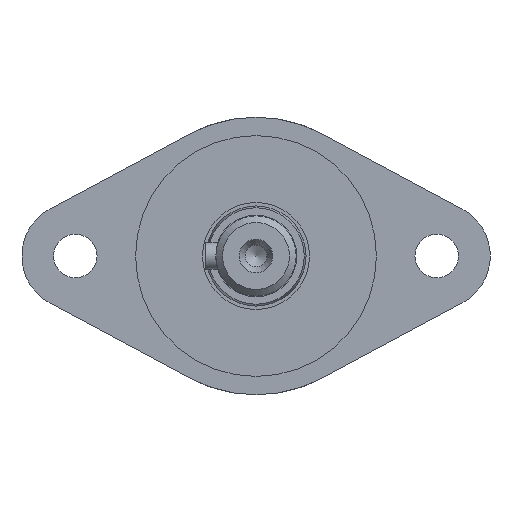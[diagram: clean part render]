
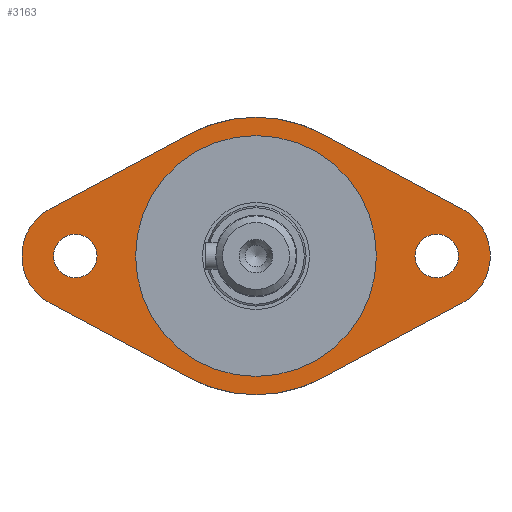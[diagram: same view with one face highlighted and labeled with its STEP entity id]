
A CAD part, left-side view. The second image highlights one B-rep face of the part: STEP entity #3163.
In plain terms, the highlighted planar face has unit normal (-1, 0, 0).
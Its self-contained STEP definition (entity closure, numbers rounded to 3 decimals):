
#290=FACE_BOUND('',#652,.T.);
#291=FACE_BOUND('',#653,.T.);
#292=FACE_BOUND('',#654,.T.);
#326=PLANE('',#3422);
#459=FACE_OUTER_BOUND('',#651,.T.);
#651=EDGE_LOOP('',(#2381,#2382,#2383,#2384,#2385,#2386,#2387,#2388));
#652=EDGE_LOOP('',(#2389));
#653=EDGE_LOOP('',(#2390));
#654=EDGE_LOOP('',(#2391));
#838=LINE('',#4735,#1106);
#840=LINE('',#4740,#1108);
#844=LINE('',#4753,#1112);
#849=LINE('',#4766,#1117);
#1106=VECTOR('',#3835,10.);
#1108=VECTOR('',#3839,10.);
#1112=VECTOR('',#3851,10.);
#1117=VECTOR('',#3864,10.);
#1379=CIRCLE('',#3400,3.25);
#1381=CIRCLE('',#3403,3.25);
#1383=CIRCLE('',#3406,8.);
#1387=CIRCLE('',#3415,8.);
#1389=CIRCLE('',#3420,18.);
#1391=CIRCLE('',#3423,20.75);
#1392=CIRCLE('',#3424,20.75);
#1516=VERTEX_POINT('',#4712);
#1518=VERTEX_POINT('',#4718);
#1521=VERTEX_POINT('',#4725);
#1522=VERTEX_POINT('',#4727);
#1524=VERTEX_POINT('',#4733);
#1526=VERTEX_POINT('',#4739);
#1530=VERTEX_POINT('',#4750);
#1531=VERTEX_POINT('',#4752);
#1533=VERTEX_POINT('',#4758);
#1535=VERTEX_POINT('',#4764);
#1536=VERTEX_POINT('',#4770);
#1824=EDGE_CURVE('',#1516,#1516,#1379,.T.);
#1827=EDGE_CURVE('',#1518,#1518,#1381,.T.);
#1830=EDGE_CURVE('',#1521,#1522,#1383,.T.);
#1834=EDGE_CURVE('',#1524,#1521,#838,.T.);
#1836=EDGE_CURVE('',#1522,#1526,#840,.T.);
#1842=EDGE_CURVE('',#1531,#1530,#844,.T.);
#1846=EDGE_CURVE('',#1530,#1533,#1387,.T.);
#1849=EDGE_CURVE('',#1533,#1535,#849,.T.);
#1851=EDGE_CURVE('',#1536,#1536,#1389,.T.);
#1854=EDGE_CURVE('',#1526,#1535,#1391,.T.);
#1855=EDGE_CURVE('',#1531,#1524,#1392,.T.);
#2381=ORIENTED_EDGE('',*,*,#1854,.F.);
#2382=ORIENTED_EDGE('',*,*,#1836,.F.);
#2383=ORIENTED_EDGE('',*,*,#1830,.F.);
#2384=ORIENTED_EDGE('',*,*,#1834,.F.);
#2385=ORIENTED_EDGE('',*,*,#1855,.F.);
#2386=ORIENTED_EDGE('',*,*,#1842,.T.);
#2387=ORIENTED_EDGE('',*,*,#1846,.T.);
#2388=ORIENTED_EDGE('',*,*,#1849,.T.);
#2389=ORIENTED_EDGE('',*,*,#1824,.T.);
#2390=ORIENTED_EDGE('',*,*,#1827,.T.);
#2391=ORIENTED_EDGE('',*,*,#1851,.T.);
#3163=ADVANCED_FACE('',(#459,#290,#291,#292),#326,.T.);
#3400=AXIS2_PLACEMENT_3D('',#4714,#3814,#3815);
#3403=AXIS2_PLACEMENT_3D('',#4720,#3821,#3822);
#3406=AXIS2_PLACEMENT_3D('',#4728,#3828,#3829);
#3415=AXIS2_PLACEMENT_3D('',#4760,#3858,#3859);
#3420=AXIS2_PLACEMENT_3D('',#4771,#3871,#3872);
#3422=AXIS2_PLACEMENT_3D('',#4775,#3876,#3877);
#3423=AXIS2_PLACEMENT_3D('',#4776,#3878,#3879);
#3424=AXIS2_PLACEMENT_3D('',#4777,#3880,#3881);
#3814=DIRECTION('center_axis',(1.,0.,0.));
#3815=DIRECTION('ref_axis',(0.,0.,1.));
#3821=DIRECTION('center_axis',(1.,0.,0.));
#3822=DIRECTION('ref_axis',(0.,0.,1.));
#3828=DIRECTION('center_axis',(1.,0.,0.));
#3829=DIRECTION('ref_axis',(0.,-0.472,-0.881));
#3835=DIRECTION('',(0.,0.881,0.472));
#3839=DIRECTION('',(0.,-0.881,0.472));
#3851=DIRECTION('',(0.,-0.881,0.472));
#3858=DIRECTION('center_axis',(-1.,0.,0.));
#3859=DIRECTION('ref_axis',(0.,-0.472,-0.881));
#3864=DIRECTION('',(0.,0.881,0.472));
#3871=DIRECTION('center_axis',(1.,0.,0.));
#3872=DIRECTION('ref_axis',(0.,-1.,0.));
#3876=DIRECTION('center_axis',(-1.,0.,0.));
#3877=DIRECTION('ref_axis',(0.,0.,
-1.));
#3878=DIRECTION('center_axis',(1.,0.,0.));
#3879=DIRECTION('ref_axis',(0.,-1.,0.));
#3880=DIRECTION('center_axis',(1.,0.,0.));
#3881=DIRECTION('ref_axis',(0.,-1.,0.));
#4712=CARTESIAN_POINT('',(-179.7,-27.,-3.25));
#4714=CARTESIAN_POINT('Origin',(-179.7,-27.,0.));
#4718=CARTESIAN_POINT('',(-179.7,27.,-3.25));
#4720=CARTESIAN_POINT('Origin',(-179.7,27.,0.));
#4725=CARTESIAN_POINT('',(-179.7,30.778,-7.052));
#4727=CARTESIAN_POINT('',(-179.7,30.778,7.052));
#4728=CARTESIAN_POINT('Origin',(-179.7,27.,0.));
#4733=CARTESIAN_POINT('',(-179.7,9.799,-18.291));
#4735=CARTESIAN_POINT('',(-179.7,9.799,-18.291));
#4739=CARTESIAN_POINT('',(-179.7,9.799,18.291));
#4740=CARTESIAN_POINT('',(-179.7,30.778,7.052));
#4750=CARTESIAN_POINT('',(-179.7,-30.778,-7.052));
#4752=CARTESIAN_POINT('',(-179.7,-9.799,-18.291));
#4753=CARTESIAN_POINT('',(-179.7,-9.799,-18.291));
#4758=CARTESIAN_POINT('',(-179.7,-30.778,7.052));
#4760=CARTESIAN_POINT('Origin',(-179.7,-27.,0.));
#4764=CARTESIAN_POINT('',(-179.7,-9.799,18.291));
#4766=CARTESIAN_POINT('',(-179.7,-30.778,7.052));
#4770=CARTESIAN_POINT('',(-179.7,18.,0.));
#4771=CARTESIAN_POINT('Origin',(-179.7,0.,
0.));
#4775=CARTESIAN_POINT('Origin',(-179.7,-19.375,0.));
#4776=CARTESIAN_POINT('Origin',(-179.7,0.,
0.));
#4777=CARTESIAN_POINT('Origin',(-179.7,0.,
0.));
